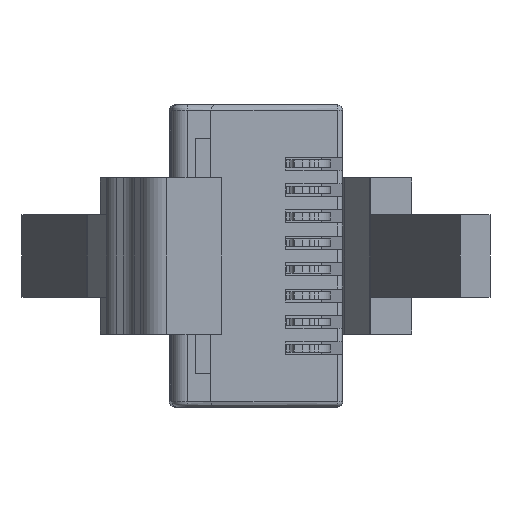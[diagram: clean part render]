
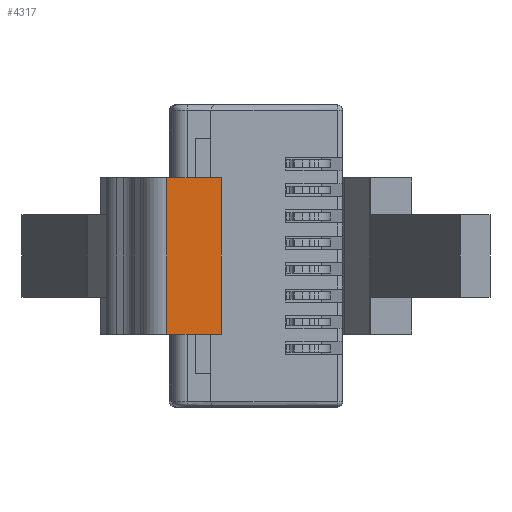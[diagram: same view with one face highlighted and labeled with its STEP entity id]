
A CAD part, left-side view. The second image highlights one B-rep face of the part: STEP entity #4317.
In plain terms, the highlighted face is planar.
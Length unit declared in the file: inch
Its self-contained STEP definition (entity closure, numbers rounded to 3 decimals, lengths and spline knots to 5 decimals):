
#191 = VERTEX_POINT ( 'NONE', #4028 ) ;
#315 = CARTESIAN_POINT ( 'NONE',  ( -0.1189, 0.16535, -0.04016 ) ) ;
#913 = CARTESIAN_POINT ( 'NONE',  ( 0.1189, 0.08228, -0.04016 ) ) ;
#1328 = ORIENTED_EDGE ( 'NONE', *, *, #14136, .T. ) ;
#4028 = CARTESIAN_POINT ( 'NONE',  ( 0.1189, 0.08228, -0.04016 ) ) ;
#4317 = ADVANCED_FACE ( 'NONE', ( #4693 ), #11036, .F. ) ;
#4460 = LINE ( 'NONE', #16939, #20732 ) ;
#4603 = VECTOR ( 'NONE', #17942, 39.37008 ) ;
#4693 = FACE_OUTER_BOUND ( 'NONE', #8039, .T. ) ;
#5749 = DIRECTION ( 'NONE',  ( 0., 1., 0. ) ) ;
#6079 = DIRECTION ( 'NONE',  ( 0., 0., 1. ) ) ;
#6136 = VECTOR ( 'NONE', #20950, 39.37008 ) ;
#6161 = CARTESIAN_POINT ( 'NONE',  ( 0.1189, 0.08228, -0.04016 ) ) ;
#6269 = CARTESIAN_POINT ( 'NONE',  ( 0.1189, 0.08228, -0.04016 ) ) ;
#6367 = DIRECTION ( 'NONE',  ( 0., -1., 0. ) ) ;
#6747 = CARTESIAN_POINT ( 'NONE',  ( 0.1189, 0.16535, -0.04016 ) ) ;
#8039 = EDGE_LOOP ( 'NONE', ( #1328, #14123, #14220, #15330 ) ) ;
#8138 = LINE ( 'NONE', #6747, #4603 ) ;
#8425 = VECTOR ( 'NONE', #17666, 39.37008 ) ;
#8619 = VERTEX_POINT ( 'NONE', #16005 ) ;
#11030 = VERTEX_POINT ( 'NONE', #315 ) ;
#11036 = PLANE ( 'NONE',  #18705 ) ;
#11744 = EDGE_CURVE ( 'NONE', #191, #8619, #16855, .T. ) ;
#14123 = ORIENTED_EDGE ( 'NONE', *, *, #16805, .F. ) ;
#14136 = EDGE_CURVE ( 'NONE', #8619, #11030, #4460, .T. ) ;
#14220 = ORIENTED_EDGE ( 'NONE', *, *, #16069, .F. ) ;
#14412 = CARTESIAN_POINT ( 'NONE',  ( 0.1189, 0.16535, -0.04016 ) ) ;
#15330 = ORIENTED_EDGE ( 'NONE', *, *, #11744, .T. ) ;
#16005 = CARTESIAN_POINT ( 'NONE',  ( -0.1189, 0.08228, -0.04016 ) ) ;
#16069 = EDGE_CURVE ( 'NONE', #191, #16087, #17075, .T. ) ;
#16087 = VERTEX_POINT ( 'NONE', #14412 ) ;
#16805 = EDGE_CURVE ( 'NONE', #16087, #11030, #8138, .T. ) ;
#16855 = LINE ( 'NONE', #913, #6136 ) ;
#16939 = CARTESIAN_POINT ( 'NONE',  ( -0.1189, 0.08228, -0.04016 ) ) ;
#17075 = LINE ( 'NONE', #6269, #8425 ) ;
#17666 = DIRECTION ( 'NONE',  ( 0., 1., 0. ) ) ;
#17942 = DIRECTION ( 'NONE',  ( -1., 0., 0. ) ) ;
#18705 = AXIS2_PLACEMENT_3D ( 'NONE', #6161, #6079, #6367 ) ;
#20732 = VECTOR ( 'NONE', #5749, 39.37008 ) ;
#20950 = DIRECTION ( 'NONE',  ( -1., 0., 0. ) ) ;
